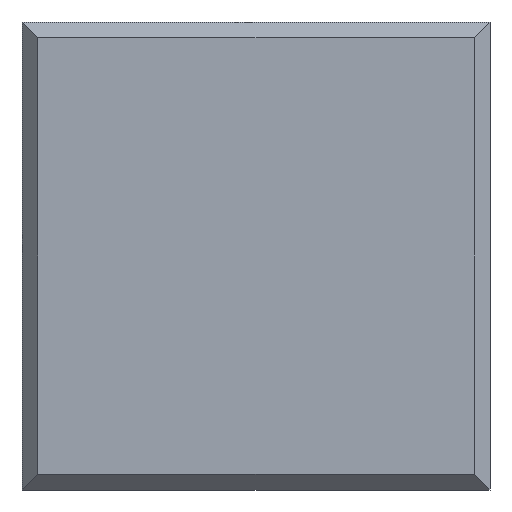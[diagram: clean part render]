
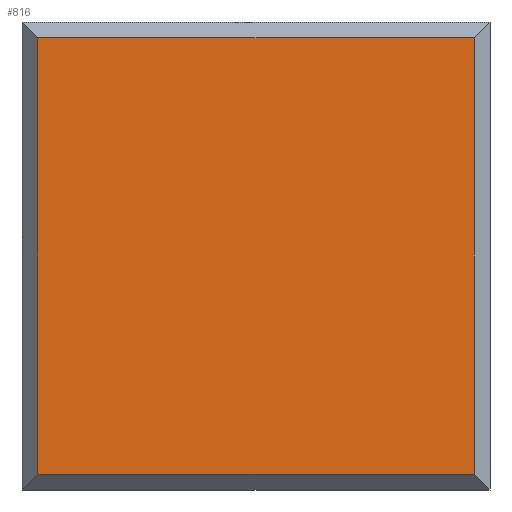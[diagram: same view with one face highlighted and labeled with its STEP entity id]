
A CAD part, left-side view. The second image highlights one B-rep face of the part: STEP entity #816.
In plain terms, the highlighted planar face has unit normal (-1, 0, 0).
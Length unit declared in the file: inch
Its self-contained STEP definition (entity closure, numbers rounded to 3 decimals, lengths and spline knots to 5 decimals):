
#34=FACE_OUTER_BOUND('',#76,.T.);
#76=EDGE_LOOP('',(#641,#642,#643,#644));
#176=LINE('',#1241,#292);
#179=LINE('',#1246,#295);
#181=LINE('',#1250,#297);
#182=LINE('',#1251,#298);
#292=VECTOR('',#994,0.56);
#295=VECTOR('',#999,0.56);
#297=VECTOR('',#1003,0.56);
#298=VECTOR('',#1004,0.56);
#393=VERTEX_POINT('',#1239);
#394=VERTEX_POINT('',#1240);
#395=VERTEX_POINT('',#1245);
#396=VERTEX_POINT('',#1249);
#484=EDGE_CURVE('',#393,#394,#176,.T.);
#487=EDGE_CURVE('',#393,#395,#179,.T.);
#489=EDGE_CURVE('',#394,#396,#181,.T.);
#490=EDGE_CURVE('',#395,#396,#182,.T.);
#641=ORIENTED_EDGE('',*,*,#487,.F.);
#642=ORIENTED_EDGE('',*,*,#484,.T.);
#643=ORIENTED_EDGE('',*,*,#489,.T.);
#644=ORIENTED_EDGE('',*,*,#490,.F.);
#774=PLANE('',#860);
#816=ADVANCED_FACE('',(#34),#774,.F.);
#860=AXIS2_PLACEMENT_3D('',#1248,#1001,#1002);
#994=DIRECTION('',(0.,0.,-1.));
#999=DIRECTION('',(0.,-1.,0.));
#1001=DIRECTION('center_axis',(1.,0.,0.));
#1002=DIRECTION('ref_axis',(0.,0.,-1.));
#1003=DIRECTION('',(0.,-1.,0.));
#1004=DIRECTION('',(0.,0.,-1.));
#1239=CARTESIAN_POINT('',(-0.354,0.28,0.28));
#1240=CARTESIAN_POINT('',(-0.354,0.28,-0.28));
#1241=CARTESIAN_POINT('',(-0.354,0.28,0.3));
#1245=CARTESIAN_POINT('',(-0.354,-0.28,0.28));
#1246=CARTESIAN_POINT('',(-0.354,0.3,0.28));
#1248=CARTESIAN_POINT('Origin',(-0.354,0.,0.));
#1249=CARTESIAN_POINT('',(-0.354,-0.28,-0.28));
#1250=CARTESIAN_POINT('',(-0.354,0.3,-0.28));
#1251=CARTESIAN_POINT('',(-0.354,-0.28,0.3));
